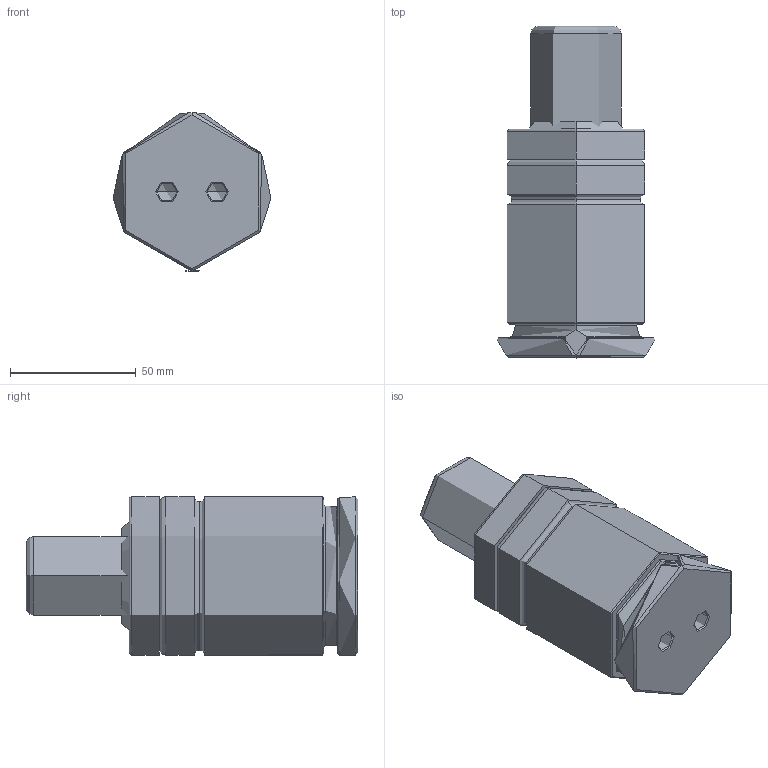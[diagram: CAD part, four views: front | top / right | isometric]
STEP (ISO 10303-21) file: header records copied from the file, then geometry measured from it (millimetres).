
FILE_DESCRIPTION (( 'STEP AP214' ), '1' );
FILE_NAME ('HS-EX1500-038.STEP', '2019-03-01T11:24:04', ( 'Metrol Springs' ), ( 'Hewlett-Packard Company' ), 'SwSTEP 2.0', 'SolidWorks 2017', '' );
FILE_SCHEMA (( 'AUTOMOTIVE_DESIGN' ));
Length unit declared in the file: millimetre
Products named in the file (3): HS-EX1500 Piston_EX-1500-050; HS-EX1500 Body_EX-1500-038; HS-EX1500-038
Assembly tree (2 placements, depth 2):
  HS-EX1500-038
    HS-EX1500 Body_EX-1500-038
    HS-EX1500 Piston_EX-1500-050
Bounding box: 62.8 x 132 x 63.1 mm (x, y, z)
Volume: 244804.9 mm3; surface area: 49983.8 mm2
Topology: 7 solids, 7 shells, 139 faces, 328 edges, 206 vertices
Faces by surface type: bspline 41, cylinder 35, plane 31, cone 19, torus 13
Entity records: 6495 total; most frequent: CARTESIAN_POINT 2633, ORIENTED_EDGE 644, DIRECTION 506, EDGE_CURVE 322, VERTEX_POINT 206, AXIS2_PLACEMENT_3D 190, EDGE_LOOP 152, ADVANCED_FACE 139
